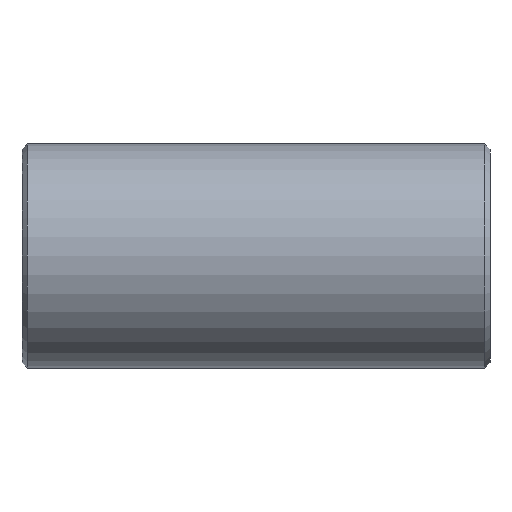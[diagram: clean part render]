
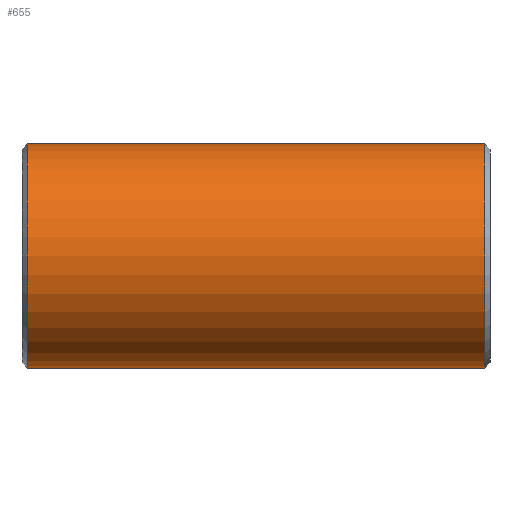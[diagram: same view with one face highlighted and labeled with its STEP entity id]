
A CAD part, front view. The second image highlights one B-rep face of the part: STEP entity #655.
In plain terms, the highlighted cylindrical face has radius 36.513 mm (diameter 73.025 mm), a partial arc.
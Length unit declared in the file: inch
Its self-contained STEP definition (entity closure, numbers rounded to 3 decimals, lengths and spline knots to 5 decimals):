
#6 = LINE ( 'NONE', #126, #498 ) ;
#19 = DIRECTION ( 'NONE',  ( 0., 0., -1. ) ) ;
#20 = ORIENTED_EDGE ( 'NONE', *, *, #556, .T. ) ;
#100 = AXIS2_PLACEMENT_3D ( 'NONE', #707, #414, #464 ) ;
#115 = CARTESIAN_POINT ( 'NONE',  ( 3., 0., -1.4375 ) ) ;
#124 = CARTESIAN_POINT ( 'NONE',  ( 2.93233, 0., -1.4375 ) ) ;
#126 = CARTESIAN_POINT ( 'NONE',  ( 3., 0., 1.4375 ) ) ;
#138 = DIRECTION ( 'NONE',  ( -1., 0., 0. ) ) ;
#139 = ORIENTED_EDGE ( 'NONE', *, *, #560, .T. ) ;
#174 = AXIS2_PLACEMENT_3D ( 'NONE', #409, #138, #19 ) ;
#197 = CIRCLE ( 'NONE', #174, 1.4375 ) ;
#246 = CYLINDRICAL_SURFACE ( 'NONE', #461, 1.4375 ) ;
#293 = CARTESIAN_POINT ( 'NONE',  ( -2.93233, 0., 1.4375 ) ) ;
#321 = VERTEX_POINT ( 'NONE', #682 ) ;
#323 = ORIENTED_EDGE ( 'NONE', *, *, #395, .T. ) ;
#369 = DIRECTION ( 'NONE',  ( -1., 0., 0. ) ) ;
#395 = EDGE_CURVE ( 'NONE', #561, #321, #740, .T. ) ;
#409 = CARTESIAN_POINT ( 'NONE',  ( 2.93233, 0., 0. ) ) ;
#414 = DIRECTION ( 'NONE',  ( 1., 0., 0. ) ) ;
#461 = AXIS2_PLACEMENT_3D ( 'NONE', #599, #369, #735 ) ;
#464 = DIRECTION ( 'NONE',  ( 0., 0., 1. ) ) ;
#465 = VERTEX_POINT ( 'NONE', #484 ) ;
#478 = DIRECTION ( 'NONE',  ( -1., 0., 0. ) ) ;
#484 = CARTESIAN_POINT ( 'NONE',  ( 2.93233, 0., 1.4375 ) ) ;
#498 = VECTOR ( 'NONE', #478, 39.37008 ) ;
#500 = EDGE_LOOP ( 'NONE', ( #654, #139, #20, #323 ) ) ;
#530 = DIRECTION ( 'NONE',  ( -1., 0., 0. ) ) ;
#545 = FACE_OUTER_BOUND ( 'NONE', #500, .T. ) ;
#556 = EDGE_CURVE ( 'NONE', #465, #561, #6, .T. ) ;
#560 = EDGE_CURVE ( 'NONE', #632, #465, #197, .T. ) ;
#561 = VERTEX_POINT ( 'NONE', #293 ) ;
#591 = LINE ( 'NONE', #115, #595 ) ;
#595 = VECTOR ( 'NONE', #530, 39.37008 ) ;
#599 = CARTESIAN_POINT ( 'NONE',  ( 3., 0., 0. ) ) ;
#632 = VERTEX_POINT ( 'NONE', #124 ) ;
#647 = EDGE_CURVE ( 'NONE', #632, #321, #591, .T. ) ;
#654 = ORIENTED_EDGE ( 'NONE', *, *, #647, .F. ) ;
#655 = ADVANCED_FACE ( 'NONE', ( #545 ), #246, .T. ) ;
#682 = CARTESIAN_POINT ( 'NONE',  ( -2.93233, 0., -1.4375 ) ) ;
#707 = CARTESIAN_POINT ( 'NONE',  ( -2.93233, 0., 0. ) ) ;
#735 = DIRECTION ( 'NONE',  ( 0., 0., 1. ) ) ;
#740 = CIRCLE ( 'NONE', #100, 1.4375 ) ;
